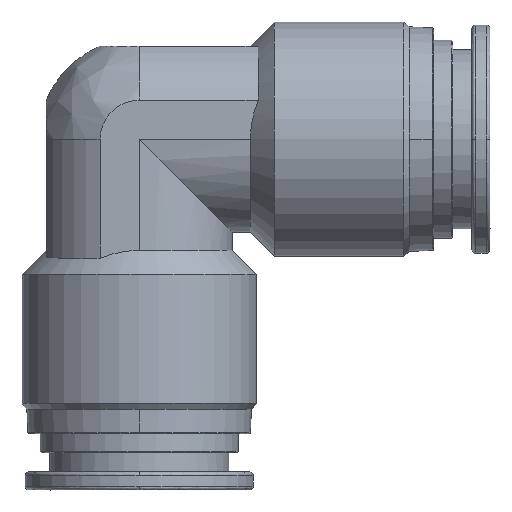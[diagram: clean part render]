
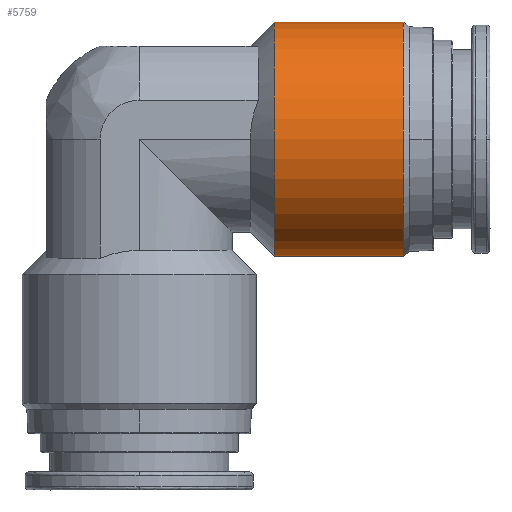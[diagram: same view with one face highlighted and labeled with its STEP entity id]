
A CAD part, left-side view. The second image highlights one B-rep face of the part: STEP entity #5759.
In plain terms, the highlighted cylindrical face has radius 9.75 mm (diameter 19.5 mm), a partial arc.
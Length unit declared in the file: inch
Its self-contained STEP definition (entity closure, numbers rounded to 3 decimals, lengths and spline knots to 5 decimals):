
#180 = VERTEX_POINT ( 'NONE', #4249 ) ;
#208 = VECTOR ( 'NONE', #5665, 39.37008 ) ;
#447 = FACE_OUTER_BOUND ( 'NONE', #3860, .T. ) ;
#554 = VERTEX_POINT ( 'NONE', #4489 ) ;
#723 = CARTESIAN_POINT ( 'NONE',  ( 0., -0.07874, 0. ) ) ;
#1134 = EDGE_CURVE ( 'NONE', #180, #2116, #1512, .T. ) ;
#1284 = CYLINDRICAL_SURFACE ( 'NONE', #4604, 0.38386 ) ;
#1329 = CARTESIAN_POINT ( 'NONE',  ( 0., -0.44291, 0. ) ) ;
#1408 = DIRECTION ( 'NONE',  ( 0., 0., -1. ) ) ;
#1475 = EDGE_CURVE ( 'NONE', #554, #3793, #3833, .T. ) ;
#1504 = VECTOR ( 'NONE', #3004, 39.37008 ) ;
#1512 = LINE ( 'NONE', #2176, #208 ) ;
#1622 = DIRECTION ( 'NONE',  ( 0., 1., 0. ) ) ;
#1680 = CARTESIAN_POINT ( 'NONE',  ( 0., -0.86614, 0. ) ) ;
#1999 = AXIS2_PLACEMENT_3D ( 'NONE', #1329, #3341, #1408 ) ;
#2116 = VERTEX_POINT ( 'NONE', #5339 ) ;
#2176 = CARTESIAN_POINT ( 'NONE',  ( 0., -0.07874, 0.38386 ) ) ;
#2201 = ORIENTED_EDGE ( 'NONE', *, *, #1475, .T. ) ;
#2345 = ORIENTED_EDGE ( 'NONE', *, *, #1134, .F. ) ;
#2359 = CIRCLE ( 'NONE', #5478, 0.38386 ) ;
#2425 = CIRCLE ( 'NONE', #1999, 0.38386 ) ;
#3004 = DIRECTION ( 'NONE',  ( 0., -1., 0. ) ) ;
#3341 = DIRECTION ( 'NONE',  ( 0., -1., 0. ) ) ;
#3793 = VERTEX_POINT ( 'NONE', #4797 ) ;
#3833 = LINE ( 'NONE', #5008, #1504 ) ;
#3860 = EDGE_LOOP ( 'NONE', ( #2345, #6133, #2201, #4682 ) ) ;
#4173 = DIRECTION ( 'NONE',  ( 0., -1., 0. ) ) ;
#4249 = CARTESIAN_POINT ( 'NONE',  ( 0., -0.44291, 0.38386 ) ) ;
#4489 = CARTESIAN_POINT ( 'NONE',  ( 0., -0.44291, -0.38386 ) ) ;
#4571 = EDGE_CURVE ( 'NONE', #3793, #2116, #2359, .T. ) ;
#4604 = AXIS2_PLACEMENT_3D ( 'NONE', #723, #4173, #5150 ) ;
#4682 = ORIENTED_EDGE ( 'NONE', *, *, #4571, .T. ) ;
#4797 = CARTESIAN_POINT ( 'NONE',  ( 0., -0.86614, -0.38386 ) ) ;
#5008 = CARTESIAN_POINT ( 'NONE',  ( 0., -0.07874, -0.38386 ) ) ;
#5150 = DIRECTION ( 'NONE',  ( 0., 0., -1. ) ) ;
#5167 = EDGE_CURVE ( 'NONE', #180, #554, #2425, .T. ) ;
#5339 = CARTESIAN_POINT ( 'NONE',  ( 0., -0.86614, 0.38386 ) ) ;
#5478 = AXIS2_PLACEMENT_3D ( 'NONE', #1680, #1622, #5579 ) ;
#5579 = DIRECTION ( 'NONE',  ( 0., 0., -1. ) ) ;
#5665 = DIRECTION ( 'NONE',  ( 0., -1., 0. ) ) ;
#5759 = ADVANCED_FACE ( 'NONE', ( #447 ), #1284, .T. ) ;
#6133 = ORIENTED_EDGE ( 'NONE', *, *, #5167, .T. ) ;
